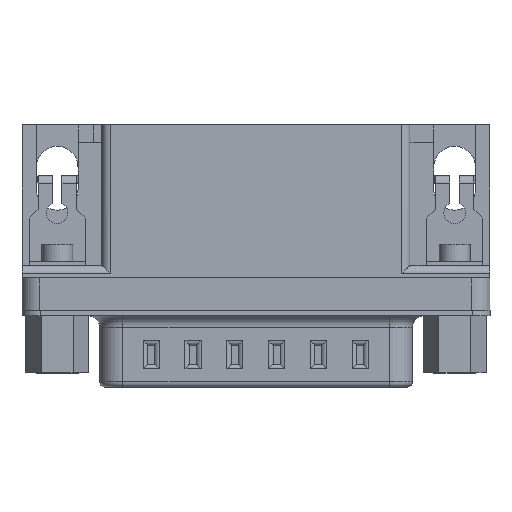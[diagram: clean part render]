
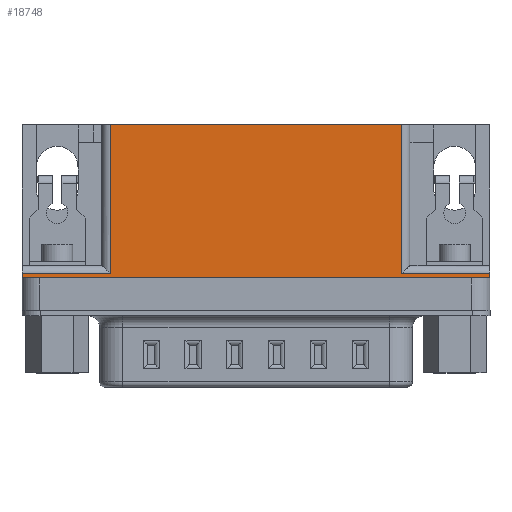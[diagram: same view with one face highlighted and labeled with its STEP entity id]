
A CAD part, top view. The second image highlights one B-rep face of the part: STEP entity #18748.
In plain terms, the highlighted planar face has unit normal (0, 0, 1).
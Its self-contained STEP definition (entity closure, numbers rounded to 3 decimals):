
#1659=ORIENTED_EDGE('',*,*,#6998,.F.);
#1660=ORIENTED_EDGE('',*,*,#7039,.T.);
#1661=ORIENTED_EDGE('',*,*,#7040,.T.);
#1662=ORIENTED_EDGE('',*,*,#7041,.F.);
#1663=ORIENTED_EDGE('',*,*,#7042,.F.);
#1664=ORIENTED_EDGE('',*,*,#7043,.F.);
#1665=ORIENTED_EDGE('',*,*,#7044,.T.);
#1666=ORIENTED_EDGE('',*,*,#7045,.T.);
#6998=EDGE_CURVE('',#9665,#9666,#11459,.T.);
#7039=EDGE_CURVE('',#9665,#9694,#11497,.F.);
#7040=EDGE_CURVE('',#9694,#9695,#11498,.T.);
#7041=EDGE_CURVE('',#9696,#9695,#11499,.T.);
#7042=EDGE_CURVE('',#9697,#9696,#11500,.T.);
#7043=EDGE_CURVE('',#9698,#9697,#11501,.T.);
#7044=EDGE_CURVE('',#9698,#9699,#11502,.T.);
#7045=EDGE_CURVE('',#9699,#9666,#11503,.T.);
#9665=VERTEX_POINT('',#27740);
#9666=VERTEX_POINT('',#27742);
#9694=VERTEX_POINT('',#27819);
#9695=VERTEX_POINT('',#27821);
#9696=VERTEX_POINT('',#27823);
#9697=VERTEX_POINT('',#27825);
#9698=VERTEX_POINT('',#27827);
#9699=VERTEX_POINT('',#27829);
#11459=LINE('',#27741,#13675);
#11497=LINE('',#27818,#13713);
#11498=LINE('',#27820,#13714);
#11499=LINE('',#27822,#13715);
#11500=LINE('',#27824,#13716);
#11501=LINE('',#27826,#13717);
#11502=LINE('',#27828,#13718);
#11503=LINE('',#27830,#13719);
#13675=VECTOR('',#22205,1000.);
#13713=VECTOR('',#22265,1000.);
#13714=VECTOR('',#22266,1000.);
#13715=VECTOR('',#22267,1000.);
#13716=VECTOR('',#22268,1000.);
#13717=VECTOR('',#22269,1000.);
#13718=VECTOR('',#22270,1000.);
#13719=VECTOR('',#22271,1000.);
#15561=EDGE_LOOP('',(#1659,#1660,#1661,#1662,#1663,#1664,#1665,#1666));
#16820=FACE_BOUND('',#15561,.T.);
#18022=PLANE('',#20120);
#18748=ADVANCED_FACE('',(#16820),#18022,.F.);
#20120=AXIS2_PLACEMENT_3D('',#27817,#22263,#22264);
#22205=DIRECTION('',(1.,0.,0.));
#22263=DIRECTION('',(0.,0.,-1.));
#22264=DIRECTION('',(-1.,0.,0.));
#22265=DIRECTION('',(0.,1.,0.));
#22266=DIRECTION('',(-1.,0.,0.));
#22267=DIRECTION('',(0.,1.,0.));
#22268=DIRECTION('',(-1.,0.,0.));
#22269=DIRECTION('',(0.,-1.,0.));
#22270=DIRECTION('',(-1.,0.,0.));
#22271=DIRECTION('',(0.,1.,0.));
#27740=CARTESIAN_POINT('',(-12.2,7.775,4.25));
#27741=CARTESIAN_POINT('',(-19.6,7.775,4.25));
#27742=CARTESIAN_POINT('',(12.2,7.775,4.25));
#27817=CARTESIAN_POINT('',(0.,0.,4.25));
#27818=CARTESIAN_POINT('',(-12.2,-4.025,4.25));
#27819=CARTESIAN_POINT('',(-12.2,-4.725,4.25));
#27820=CARTESIAN_POINT('',(0.,-4.725,4.25));
#27821=CARTESIAN_POINT('',(-19.6,-4.725,4.25));
#27822=CARTESIAN_POINT('',(-19.6,-5.075,4.25));
#27823=CARTESIAN_POINT('',(-19.6,-5.075,4.25));
#27824=CARTESIAN_POINT('',(19.6,-5.075,4.25));
#27825=CARTESIAN_POINT('',(19.6,-5.075,4.25));
#27826=CARTESIAN_POINT('',(19.6,7.775,4.25));
#27827=CARTESIAN_POINT('',(19.6,-4.725,4.25));
#27828=CARTESIAN_POINT('',(0.,-4.725,4.25));
#27829=CARTESIAN_POINT('',(12.2,-4.725,4.25));
#27830=CARTESIAN_POINT('',(12.2,7.775,4.25));
